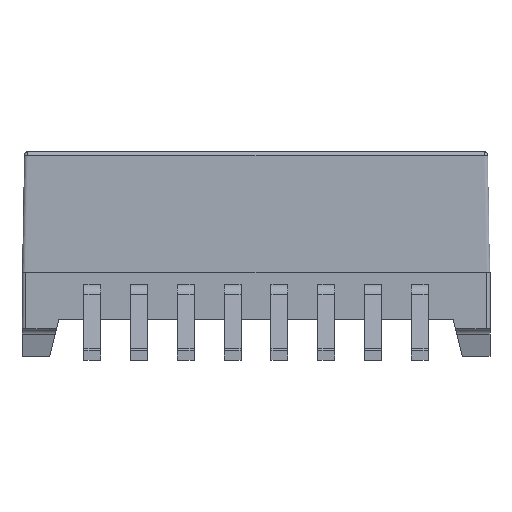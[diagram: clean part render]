
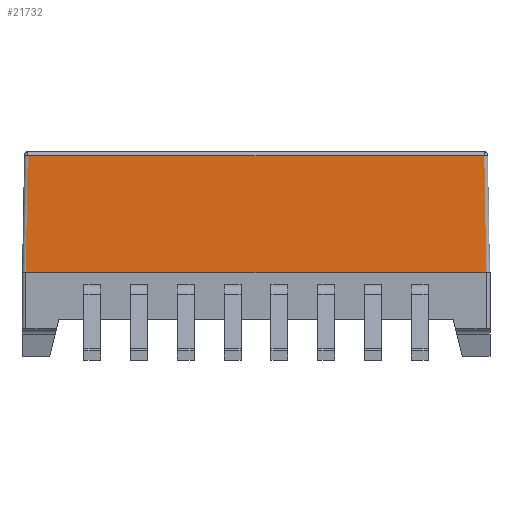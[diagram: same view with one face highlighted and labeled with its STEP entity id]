
A CAD part, front view. The second image highlights one B-rep face of the part: STEP entity #21732.
In plain terms, the highlighted planar face has unit normal (0, -1, 0.018).
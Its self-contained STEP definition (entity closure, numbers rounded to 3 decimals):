
#1786=ORIENTED_EDGE('',*,*,#7279,.F.);
#1787=ORIENTED_EDGE('',*,*,#7280,.T.);
#1788=ORIENTED_EDGE('',*,*,#7281,.T.);
#1789=ORIENTED_EDGE('',*,*,#7282,.T.);
#1790=ORIENTED_EDGE('',*,*,#7283,.F.);
#1791=ORIENTED_EDGE('',*,*,#7004,.F.);
#7004=EDGE_CURVE('',#9800,#9801,#11774,.T.);
#7279=EDGE_CURVE('',#10052,#9800,#11921,.T.);
#7280=EDGE_CURVE('',#10052,#10053,#11922,.T.);
#7281=EDGE_CURVE('',#10053,#10054,#11923,.F.);
#7282=EDGE_CURVE('',#10054,#10055,#11924,.F.);
#7283=EDGE_CURVE('',#9801,#10055,#11925,.T.);
#9800=VERTEX_POINT('',#29954);
#9801=VERTEX_POINT('',#29956);
#10052=VERTEX_POINT('',#31185);
#10053=VERTEX_POINT('',#31187);
#10054=VERTEX_POINT('',#31189);
#10055=VERTEX_POINT('',#31191);
#11774=LINE('',#29955,#13884);
#11921=LINE('',#31184,#14031);
#11922=LINE('',#31186,#14032);
#11923=LINE('',#31188,#14033);
#11924=LINE('',#31190,#14034);
#11925=LINE('',#31192,#14035);
#13884=VECTOR('',#24671,1000.);
#14031=VECTOR('',#24936,1000.);
#14032=VECTOR('',#24937,1000.);
#14033=VECTOR('',#24938,1000.);
#14034=VECTOR('',#24939,1000.);
#14035=VECTOR('',#24940,1000.);
#15939=EDGE_LOOP('',(#1786,#1787,#1788,#1789,#1790,#1791));
#17093=FACE_BOUND('',#15939,.T.);
#18185=PLANE('',#22909);
#21732=ADVANCED_FACE('',(#17093),#18185,.T.);
#22909=AXIS2_PLACEMENT_3D('',#31183,#24934,#24935);
#24671=DIRECTION('',(-1.,0.,0.));
#24934=DIRECTION('',(0.,-1.,0.017));
#24935=DIRECTION('',(0.,-0.017,-1.));
#24936=DIRECTION('',(-1.,0.,0.));
#24937=DIRECTION('',(-0.017,0.017,1.));
#24938=DIRECTION('',(1.,0.,0.));
#24939=DIRECTION('',(0.017,0.017,1.));
#24940=DIRECTION('',(-1.,0.,0.));
#29954=CARTESIAN_POINT('',(6.25,-3.45,2.37));
#29955=CARTESIAN_POINT('',(6.35,-3.45,2.37));
#29956=CARTESIAN_POINT('',(-6.25,-3.45,2.37));
#31183=CARTESIAN_POINT('',(0.,-3.45,2.37));
#31184=CARTESIAN_POINT('',(6.35,-3.45,2.37));
#31185=CARTESIAN_POINT('',(6.25,-3.45,2.37));
#31186=CARTESIAN_POINT('',(6.248,-3.448,2.479));
#31187=CARTESIAN_POINT('',(6.194,-3.394,5.552));
#31188=CARTESIAN_POINT('',(-6.293,-3.394,5.552));
#31189=CARTESIAN_POINT('',(-6.194,-3.394,5.552));
#31190=CARTESIAN_POINT('',(-6.248,-3.448,2.479));
#31191=CARTESIAN_POINT('',(-6.25,-3.45,2.37));
#31192=CARTESIAN_POINT('',(6.35,-3.45,2.37));
